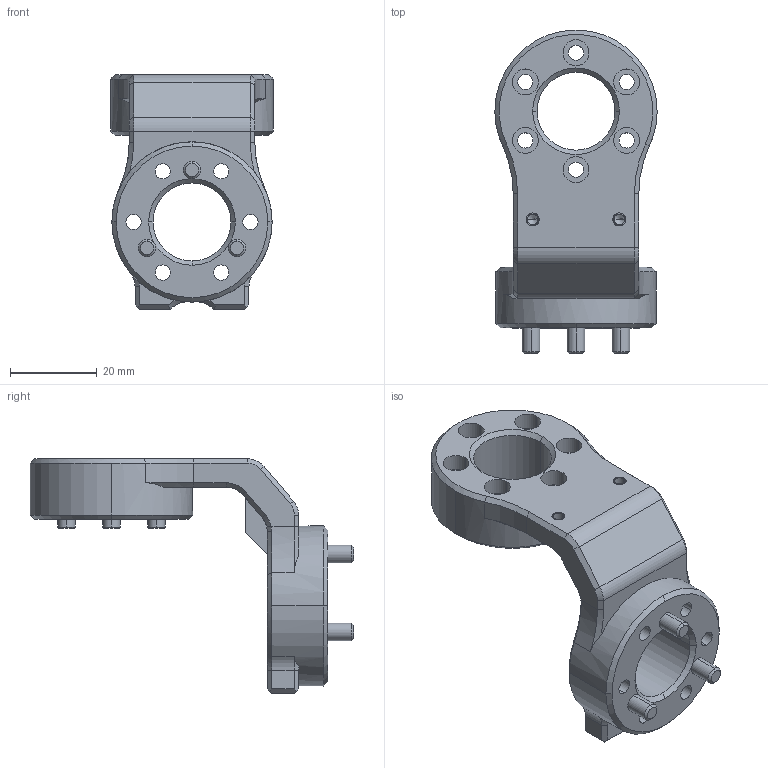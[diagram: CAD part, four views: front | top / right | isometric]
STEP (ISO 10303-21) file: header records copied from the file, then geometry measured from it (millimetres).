
FILE_DESCRIPTION (( 'STEP AP203' ), '1' );
FILE_NAME ('atom忒旋 - 萵掛 (2).STEP', '2025-07-06T13:01:21', ( 'wsy' ), ( '' ), 'SwSTEP 2.0', 'SolidWorks 2020', '' );
FILE_SCHEMA (( 'CONFIG_CONTROL_DESIGN' ));
Length unit declared in the file: millimetre
Products named in the file (1): atom忒旋 - 萵掛 (2)
Bounding box: 37.5 x 74.75 x 54.17 mm (x, y, z)
Surface area: 12637.4 mm2 (no closed solid volume)
Topology: 0 solids, 5 shells, 223 faces, 542 edges, 336 vertices
Faces by surface type: cylinder 97, plane 63, cone 61, bspline 2
Entity records: 7127 total; most frequent: CARTESIAN_POINT 1729, DIRECTION 1167, ORIENTED_EDGE 1052, EDGE_CURVE 534, AXIS2_PLACEMENT_3D 471, VERTEX_POINT 336, EDGE_LOOP 274, CIRCLE 249
